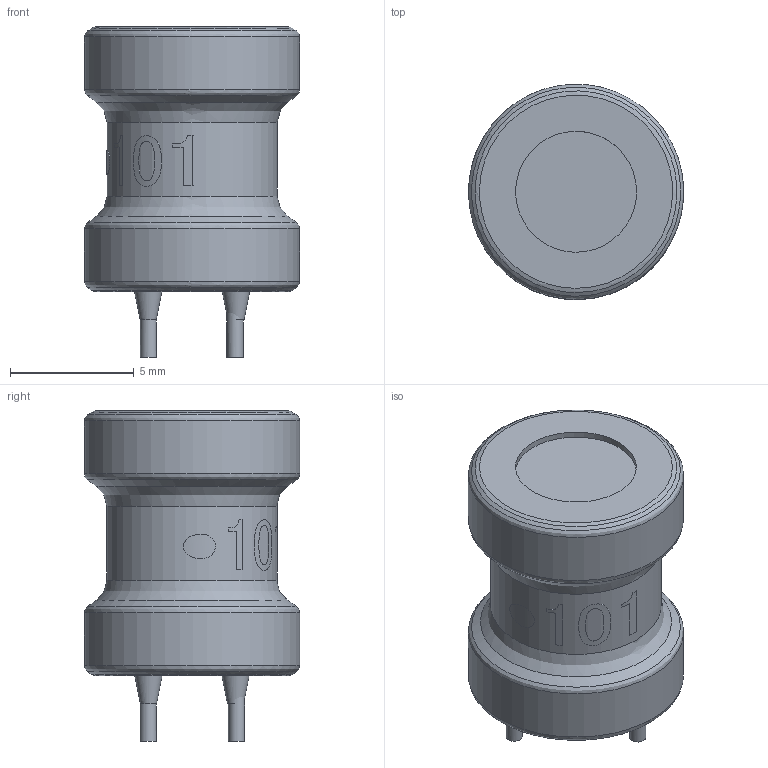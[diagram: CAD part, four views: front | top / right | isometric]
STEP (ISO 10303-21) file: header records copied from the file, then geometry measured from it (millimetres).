
FILE_DESCRIPTION(('FreeCAD Model'),'2;1');
FILE_NAME('Open CASCADE Shape Model','2021-06-07T15:58:02',('Author'),( ''),'Open CASCADE STEP processor 7.5','FreeCAD','Unknown');
FILE_SCHEMA(('AUTOMOTIVE_DESIGN { 1 0 10303 214 1 1 1 1 }'));
Length unit declared in the file: millimetre
Products named in the file (508): Part001; Exploded Slice; Slice.0; Slice.2; Slice.3; Slice.4; Slice.5; Slice.6; Slice.8; Slice.9; Slice.10; Slice.11; Slice.12; Slice.13; Slice.14; Slice.15; Slice.16; Slice.17; Slice.19; Slice.20; Slice.22; Slice.23; Slice.24; Slice.25; Slice.26; Slice.27; Slice.28; Slice.29; Slice.30; Slice.31; Slice.32; Slice.33; Slice.34; Slice.35; Slice.36; Slice.37; Slice.38; Slice.39; Slice.40; Slice.41 ...
Assembly tree (507 placements, depth 3):
  Part001
    Exploded Slice
      Slice.0
      Slice.2
      Slice.3
      Slice.4
      Slice.5
      Slice.6
      Slice.8
      Slice.9
      Slice.10
      Slice.11
      Slice.12
      Slice.13
      Slice.14
      Slice.15
      Slice.16
      Slice.17
      Slice.19
      Slice.20
      Slice.22
      Slice.23
      Slice.24
      Slice.25
      Slice.26
      Slice.27
      Slice.28
      Slice.29
      Slice.30
      Slice.31
      Slice.32
      Slice.33
      Slice.34
      Slice.35
      Slice.36
      Slice.37
      Slice.38
      Slice.39
      Slice.40
      Slice.41
      Slice.42
      Slice.43
      Slice.44
      Slice.45
      Slice.46
      Slice.47
      Slice.48
      Slice.49
      Slice.50
      Slice.51
      Slice.52
      Slice.53
      Slice.54
      Slice.55
      Slice.56
      Slice.57
      Slice.58
      Slice.59
      Slice.60
      Slice.61
Bounding box: 8.69 x 8.7 x 13.35 mm (x, y, z)
Volume: 406.7 mm3; surface area: 1292.7 mm2
Topology: 12 solids, 16 shells, 200 faces, 968 edges, 2184 vertices
Faces by surface type: bspline 198, plane 2
Entity records: 39193 total; most frequent: CARTESIAN_POINT 16817, DIRECTION 1621, PRODUCT_DEFINITION_SHAPE 1015, B_SPLINE_CURVE_WITH_KNOTS 998, ORIENTED_EDGE 948, PCURVE 948, DEFINITIONAL_REPRESENTATION 948, LINE 601
